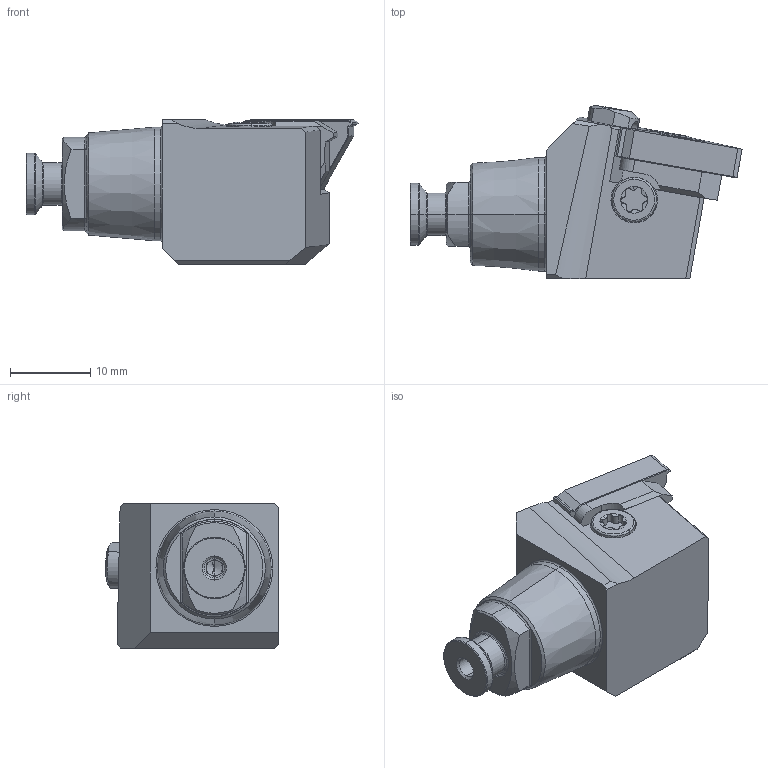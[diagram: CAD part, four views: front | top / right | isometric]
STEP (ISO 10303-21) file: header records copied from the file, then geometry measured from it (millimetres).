
FILE_DESCRIPTION (( 'STEP AP203' ), '1' );
FILE_NAME ('LW4.SEL.0825.16.STEP', '2024-08-26T13:38:01', ( '' ), ( '' ), 'SwSTEP 2.0', 'SolidWorks 2022', '' );
FILE_SCHEMA (( 'CONFIG_CONTROL_DESIGN' ));
Length unit declared in the file: millimetre
Products named in the file (9): ISO 14581 - M2x10; WGB-ER2.001.012_A; WGB-ER2.101.003_A; LW4-U00.ER1.000_B; WGB-ER3.001.007_A; LW4.SEL.0825.16; LW4-KGB.LGR.025_A; LT16EL; LWX-ER1.007.002
Assembly tree (8 placements, depth 2):
  LW4.SEL.0825.16
    LW4-KGB.LGR.025_A
    LW4-U00.ER1.000_B
    LWX-ER1.007.002
    ISO 14581 - M2x10
    WGB-ER2.101.003_A
    WGB-ER2.001.012_A
    WGB-ER3.001.007_A
    LT16EL
Bounding box: 41.41 x 21.58 x 18 mm (x, y, z)
Volume: 7628.6 mm3; surface area: 4672.8 mm2
Topology: 8 solids, 8 shells, 314 faces, 761 edges, 464 vertices
Faces by surface type: cylinder 111, plane 106, cone 76, torus 21
Entity records: 10338 total; most frequent: CARTESIAN_POINT 2015, DIRECTION 1622, ORIENTED_EDGE 1506, EDGE_CURVE 753, AXIS2_PLACEMENT_3D 630, VERTEX_POINT 464, LINE 362, VECTOR 362
